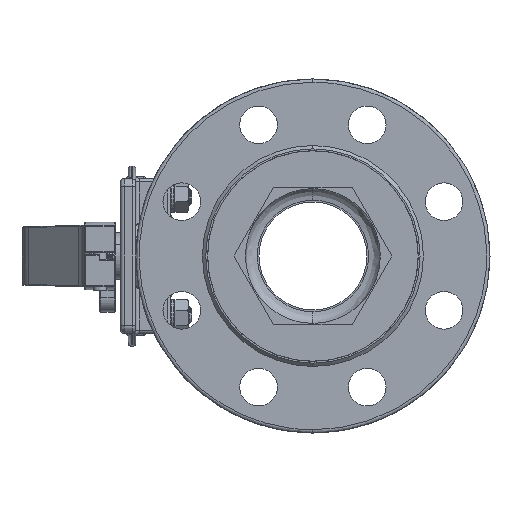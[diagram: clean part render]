
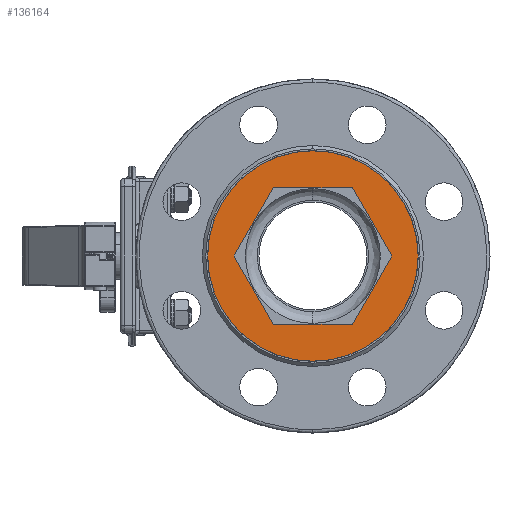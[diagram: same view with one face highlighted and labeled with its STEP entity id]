
A CAD part, left-side view. The second image highlights one B-rep face of the part: STEP entity #136164.
In plain terms, the highlighted planar face has unit normal (-1, 0, 0).
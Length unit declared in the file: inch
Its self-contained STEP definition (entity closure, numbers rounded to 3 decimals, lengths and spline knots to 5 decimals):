
#7020 = EDGE_LOOP ( 'NONE', ( #200946, #180407, #232932, #83591, #234295, #224588 ) ) ;
#11026 = ORIENTED_EDGE ( 'NONE', *, *, #103247, .F. ) ;
#14518 = VECTOR ( 'NONE', #113629, 39.37008 ) ;
#18367 = CARTESIAN_POINT ( 'NONE',  ( -3.45866, -1.84116, 0. ) ) ;
#18639 = VERTEX_POINT ( 'NONE', #123610 ) ;
#19378 = DIRECTION ( 'NONE',  ( 0., 1., 0. ) ) ;
#21585 = VECTOR ( 'NONE', #96041, 39.37008 ) ;
#25238 = CARTESIAN_POINT ( 'NONE',  ( -3.45866, 0., -2.45669 ) ) ;
#29534 = CARTESIAN_POINT ( 'NONE',  ( -3.45866, 0., 0. ) ) ;
#30343 = DIRECTION ( 'NONE',  ( 0., -0.5, -0.866 ) ) ;
#35122 = EDGE_CURVE ( 'NONE', #148899, #200231, #114219, .T. ) ;
#44948 = EDGE_CURVE ( 'NONE', #161569, #55816, #46305, .T. ) ;
#45715 = VECTOR ( 'NONE', #19378, 39.37008 ) ;
#46305 = LINE ( 'NONE', #235274, #240881 ) ;
#55816 = VERTEX_POINT ( 'NONE', #166224 ) ;
#58858 = EDGE_CURVE ( 'NONE', #143484, #18639, #154418, .T. ) ;
#63291 = EDGE_LOOP ( 'NONE', ( #220054, #11026 ) ) ;
#63609 = EDGE_CURVE ( 'NONE', #55816, #143484, #230647, .T. ) ;
#70017 = CIRCLE ( 'NONE', #192978, 2.45669 ) ;
#83591 = ORIENTED_EDGE ( 'NONE', *, *, #127651, .F. ) ;
#85107 = CARTESIAN_POINT ( 'NONE',  ( -3.45866, 1.84116, 0. ) ) ;
#96041 = DIRECTION ( 'NONE',  ( 0., 0.5, -0.866 ) ) ;
#96220 = CARTESIAN_POINT ( 'NONE',  ( -3.45866, -0.92058, -1.59449 ) ) ;
#97570 = CARTESIAN_POINT ( 'NONE',  ( -3.45866, 0., 0. ) ) ;
#103247 = EDGE_CURVE ( 'NONE', #200231, #148899, #70017, .T. ) ;
#105327 = CARTESIAN_POINT ( 'NONE',  ( -3.45866, 0., 2.45669 ) ) ;
#111189 = LINE ( 'NONE', #96220, #14518 ) ;
#113629 = DIRECTION ( 'NONE',  ( 0., -0.5, 0.866 ) ) ;
#114219 = CIRCLE ( 'NONE', #241124, 2.45669 ) ;
#122043 = DIRECTION ( 'NONE',  ( 1., 0., 0. ) ) ;
#123610 = CARTESIAN_POINT ( 'NONE',  ( -3.45866, 1.84116, 0. ) ) ;
#123612 = LINE ( 'NONE', #85107, #169443 ) ;
#124995 = FACE_OUTER_BOUND ( 'NONE', #63291, .T. ) ;
#125239 = DIRECTION ( 'NONE',  ( 1., 0., 0. ) ) ;
#127651 = EDGE_CURVE ( 'NONE', #225183, #161569, #111189, .T. ) ;
#130198 = DIRECTION ( 'NONE',  ( 0., -1., 0. ) ) ;
#136164 = ADVANCED_FACE ( 'NONE', ( #124995, #203288 ), #184648, .F. ) ;
#137348 = VERTEX_POINT ( 'NONE', #173244 ) ;
#143224 = DIRECTION ( 'NONE',  ( 0., 0.5, 0.866 ) ) ;
#143484 = VERTEX_POINT ( 'NONE', #171942 ) ;
#145391 = EDGE_CURVE ( 'NONE', #137348, #225183, #206027, .T. ) ;
#148899 = VERTEX_POINT ( 'NONE', #25238 ) ;
#154418 = LINE ( 'NONE', #230257, #21585 ) ;
#161569 = VERTEX_POINT ( 'NONE', #18367 ) ;
#165992 = DIRECTION ( 'NONE',  ( 1., 0., 0. ) ) ;
#166224 = CARTESIAN_POINT ( 'NONE',  ( -3.45866, -0.92058, 1.59449 ) ) ;
#169443 = VECTOR ( 'NONE', #30343, 39.37008 ) ;
#171942 = CARTESIAN_POINT ( 'NONE',  ( -3.45866, 0.92058, 1.59449 ) ) ;
#173244 = CARTESIAN_POINT ( 'NONE',  ( -3.45866, 0.92058, -1.59449 ) ) ;
#179055 = AXIS2_PLACEMENT_3D ( 'NONE', #220692, #165992, #200834 ) ;
#180407 = ORIENTED_EDGE ( 'NONE', *, *, #63609, .F. ) ;
#184648 = PLANE ( 'NONE',  #179055 ) ;
#184957 = CARTESIAN_POINT ( 'NONE',  ( -3.45866, 0., -1.59449 ) ) ;
#189700 = CARTESIAN_POINT ( 'NONE',  ( -3.45866, 0., 1.59449 ) ) ;
#192061 = DIRECTION ( 'NONE',  ( 0., 0., -1. ) ) ;
#192978 = AXIS2_PLACEMENT_3D ( 'NONE', #29534, #125239, #239624 ) ;
#200231 = VERTEX_POINT ( 'NONE', #105327 ) ;
#200834 = DIRECTION ( 'NONE',  ( 0., 0., -1. ) ) ;
#200946 = ORIENTED_EDGE ( 'NONE', *, *, #58858, .F. ) ;
#203288 = FACE_BOUND ( 'NONE', #7020, .T. ) ;
#204207 = CARTESIAN_POINT ( 'NONE',  ( -3.45866, -0.92058, -1.59449 ) ) ;
#206027 = LINE ( 'NONE', #184957, #239182 ) ;
#220054 = ORIENTED_EDGE ( 'NONE', *, *, #35122, .F. ) ;
#220692 = CARTESIAN_POINT ( 'NONE',  ( -3.45866, 0., 0. ) ) ;
#224588 = ORIENTED_EDGE ( 'NONE', *, *, #232924, .F. ) ;
#225183 = VERTEX_POINT ( 'NONE', #204207 ) ;
#230257 = CARTESIAN_POINT ( 'NONE',  ( -3.45866, 0.92058, 1.59449 ) ) ;
#230647 = LINE ( 'NONE', #189700, #45715 ) ;
#232924 = EDGE_CURVE ( 'NONE', #18639, #137348, #123612, .T. ) ;
#232932 = ORIENTED_EDGE ( 'NONE', *, *, #44948, .F. ) ;
#234295 = ORIENTED_EDGE ( 'NONE', *, *, #145391, .F. ) ;
#235274 = CARTESIAN_POINT ( 'NONE',  ( -3.45866, -1.84116, 0. ) ) ;
#239182 = VECTOR ( 'NONE', #130198, 39.37008 ) ;
#239624 = DIRECTION ( 'NONE',  ( 0., 0., -1. ) ) ;
#240881 = VECTOR ( 'NONE', #143224, 39.37008 ) ;
#241124 = AXIS2_PLACEMENT_3D ( 'NONE', #97570, #122043, #192061 ) ;
